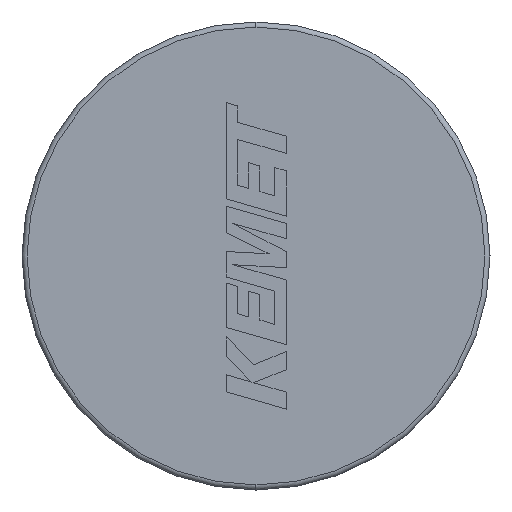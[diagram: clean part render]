
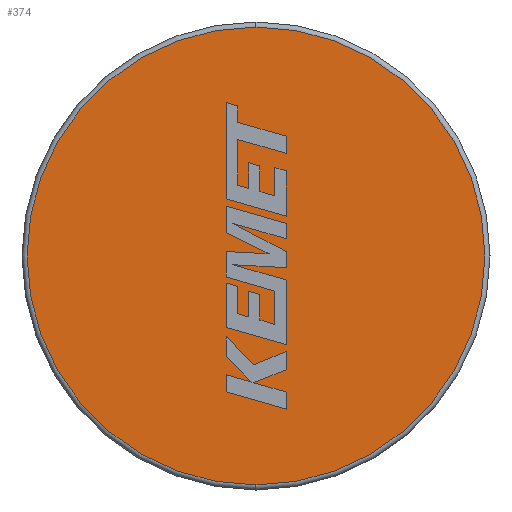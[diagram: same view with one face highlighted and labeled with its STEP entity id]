
A CAD part, left-side view. The second image highlights one B-rep face of the part: STEP entity #374.
In plain terms, the highlighted planar face has unit normal (-1, 0, 0).
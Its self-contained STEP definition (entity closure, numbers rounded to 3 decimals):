
#196 = CARTESIAN_POINT ( 'NONE',  ( 0., 0., 0. ) ) ;
#246 = DIRECTION ( 'NONE',  ( 0., 0., -1. ) ) ;
#332 = CARTESIAN_POINT ( 'NONE',  ( 0., 0., -9.05 ) ) ;
#345 = CIRCLE ( 'NONE', #2186, 9.05 ) ;
#374 = ADVANCED_FACE ( 'NONE', ( #400 ), #2287, .F. ) ;
#400 = FACE_OUTER_BOUND ( 'NONE', #1261, .T. ) ;
#425 = CARTESIAN_POINT ( 'NONE',  ( 0., 0., 9.05 ) ) ;
#775 = DIRECTION ( 'NONE',  ( -1., 0., 0. ) ) ;
#922 = CARTESIAN_POINT ( 'NONE',  ( 0., 0., 0. ) ) ;
#958 = ORIENTED_EDGE ( 'NONE', *, *, #1731, .T. ) ;
#979 = VERTEX_POINT ( 'NONE', #425 ) ;
#1231 = AXIS2_PLACEMENT_3D ( 'NONE', #196, #1529, #1837 ) ;
#1261 = EDGE_LOOP ( 'NONE', ( #1464, #958 ) ) ;
#1464 = ORIENTED_EDGE ( 'NONE', *, *, #3457, .T. ) ;
#1529 = DIRECTION ( 'NONE',  ( -1., 0., 0. ) ) ;
#1731 = EDGE_CURVE ( 'NONE', #979, #1861, #345, .T. ) ;
#1837 = DIRECTION ( 'NONE',  ( 0., 0., -1. ) ) ;
#1861 = VERTEX_POINT ( 'NONE', #332 ) ;
#1980 = CIRCLE ( 'NONE', #1231, 9.05 ) ;
#2186 = AXIS2_PLACEMENT_3D ( 'NONE', #3227, #775, #246 ) ;
#2287 = PLANE ( 'NONE',  #3153 ) ;
#2794 = DIRECTION ( 'NONE',  ( 0., 0., -1. ) ) ;
#3153 = AXIS2_PLACEMENT_3D ( 'NONE', #922, #3374, #2794 ) ;
#3227 = CARTESIAN_POINT ( 'NONE',  ( 0., 0., 0. ) ) ;
#3374 = DIRECTION ( 'NONE',  ( 1., 0., 0. ) ) ;
#3457 = EDGE_CURVE ( 'NONE', #1861, #979, #1980, .T. ) ;
